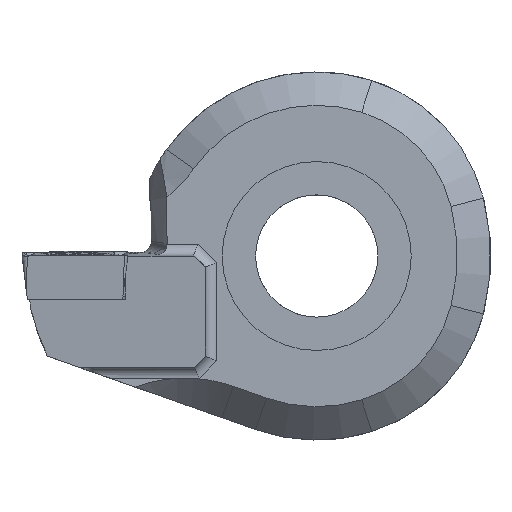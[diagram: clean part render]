
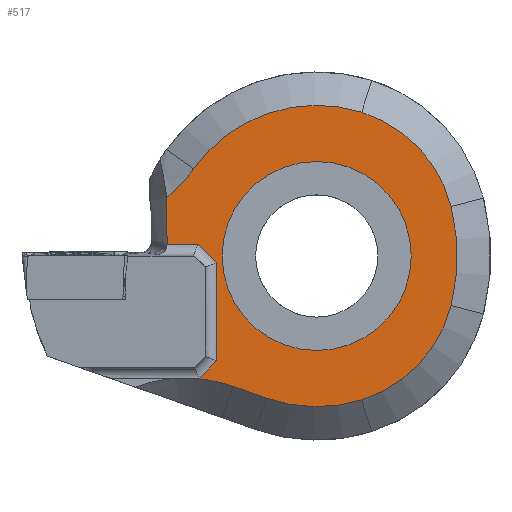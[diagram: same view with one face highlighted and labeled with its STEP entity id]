
A CAD part, left-side view. The second image highlights one B-rep face of the part: STEP entity #517.
In plain terms, the highlighted planar face has unit normal (-1, 0, 0).
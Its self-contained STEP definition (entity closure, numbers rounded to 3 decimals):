
#11 = AXIS2_PLACEMENT_3D ( 'NONE', #463, #2980, #1175 ) ;
#15 = DIRECTION ( 'NONE',  ( 0., 1., 0. ) ) ;
#31 = CARTESIAN_POINT ( 'NONE',  ( -7.05, 4.511, -12.777 ) ) ;
#83 = CARTESIAN_POINT ( 'NONE',  ( -7.05, 9., -16.55 ) ) ;
#121 = VERTEX_POINT ( 'NONE', #821 ) ;
#187 = CARTESIAN_POINT ( 'NONE',  ( -7.05, 13.48, 5.252 ) ) ;
#206 = EDGE_CURVE ( 'NONE', #4316, #2230, #1340, .T. ) ;
#209 = CARTESIAN_POINT ( 'NONE',  ( -7.05, -0.463, -1.479 ) ) ;
#252 = CARTESIAN_POINT ( 'NONE',  ( -7.05, 13.458, 1.098 ) ) ;
#274 = CARTESIAN_POINT ( 'NONE',  ( -7.05, 21.657, 15.358 ) ) ;
#280 = ORIENTED_EDGE ( 'NONE', *, *, #206, .T. ) ;
#301 = CIRCLE ( 'NONE', #1239, 8.5 ) ;
#311 = CARTESIAN_POINT ( 'NONE',  ( -7.05, 0., 0. ) ) ;
#368 = ORIENTED_EDGE ( 'NONE', *, *, #4427, .F. ) ;
#374 = VERTEX_POINT ( 'NONE', #4609 ) ;
#390 =( BOUNDED_CURVE ( )  B_SPLINE_CURVE ( 3, ( #3784, #4476, #4505, #187 ),
 .UNSPECIFIED., .F., .T. ) 
 B_SPLINE_CURVE_WITH_KNOTS ( ( 4, 4 ),
 ( 1.722, 1.726 ),
 .UNSPECIFIED. ) 
 CURVE ( )  GEOMETRIC_REPRESENTATION_ITEM ( )  RATIONAL_B_SPLINE_CURVE ( ( 1., 1., 1., 1. ) ) 
 REPRESENTATION_ITEM ( '' )  );
#416 = VECTOR ( 'NONE', #2529, 1000. ) ;
#420 = DIRECTION ( 'NONE',  ( 1., 0., 0. ) ) ;
#444 = DIRECTION ( 'NONE',  ( 0., 0., 1. ) ) ;
#463 = CARTESIAN_POINT ( 'NONE',  ( -7.05, 0., 0. ) ) ;
#517 = ADVANCED_FACE ( 'NONE', ( #1742, #1336 ), #2581, .F. ) ;
#673 = DIRECTION ( 'NONE',  ( 1., 0., 0. ) ) ;
#679 = VERTEX_POINT ( 'NONE', #2055 ) ;
#701 = CIRCLE ( 'NONE', #3251, 13. ) ;
#703 = VERTEX_POINT ( 'NONE', #3785 ) ;
#731 = ORIENTED_EDGE ( 'NONE', *, *, #2334, .T. ) ;
#810 = DIRECTION ( 'NONE',  ( -1., 0., 0. ) ) ;
#821 = CARTESIAN_POINT ( 'NONE',  ( -7.05, 7.501, -11.721 ) ) ;
#861 = EDGE_CURVE ( 'NONE', #374, #121, #701, .T. ) ;
#886 = VERTEX_POINT ( 'NONE', #2543 ) ;
#921 = LINE ( 'NONE', #3254, #1673 ) ;
#924 = DIRECTION ( 'NONE',  ( 0., 1., 0. ) ) ;
#935 = CARTESIAN_POINT ( 'NONE',  ( -7.05, 13.458, 1.087 ) ) ;
#962 = DIRECTION ( 'NONE',  ( -1., 0., 0. ) ) ;
#965 = CIRCLE ( 'NONE', #11, 13.55 ) ;
#1008 = EDGE_CURVE ( 'NONE', #2230, #1305, #3996, .T. ) ;
#1070 = VECTOR ( 'NONE', #924, 1000. ) ;
#1093 = CARTESIAN_POINT ( 'NONE',  ( -7.05, 0., 0. ) ) ;
#1164 = VERTEX_POINT ( 'NONE', #2349 ) ;
#1173 = DIRECTION ( 'NONE',  ( 0., -1., 0. ) ) ;
#1175 = DIRECTION ( 'NONE',  ( 0., -1., 0. ) ) ;
#1184 = CIRCLE ( 'NONE', #1209, 13.55 ) ;
#1209 = AXIS2_PLACEMENT_3D ( 'NONE', #311, #1427, #4592 ) ;
#1237 = ORIENTED_EDGE ( 'NONE', *, *, #1629, .T. ) ;
#1239 = AXIS2_PLACEMENT_3D ( 'NONE', #1093, #2897, #15 ) ;
#1305 = VERTEX_POINT ( 'NONE', #2494 ) ;
#1328 = ORIENTED_EDGE ( 'NONE', *, *, #3986, .T. ) ;
#1336 = FACE_OUTER_BOUND ( 'NONE', #4176, .T. ) ;
#1338 = AXIS2_PLACEMENT_3D ( 'NONE', #1671, #962, #3780 ) ;
#1340 = CIRCLE ( 'NONE', #3827, 12. ) ;
#1410 = DIRECTION ( 'NONE',  ( 0., -0.943, -0.333 ) ) ;
#1427 = DIRECTION ( 'NONE',  ( -1., 0., 0. ) ) ;
#1437 = CARTESIAN_POINT ( 'NONE',  ( -7.05, -12.086, -4.462 ) ) ;
#1471 = ORIENTED_EDGE ( 'NONE', *, *, #861, .T. ) ;
#1484 = DIRECTION ( 'NONE',  ( 0., -0.707, -0.707 ) ) ;
#1527 = ORIENTED_EDGE ( 'NONE', *, *, #3036, .T. ) ;
#1609 = VECTOR ( 'NONE', #1484, 1000. ) ;
#1629 = EDGE_CURVE ( 'NONE', #703, #886, #1944, .T. ) ;
#1642 = CARTESIAN_POINT ( 'NONE',  ( -7.05, 13.458, 1.075 ) ) ;
#1665 = CARTESIAN_POINT ( 'NONE',  ( -7.05, -4.049, -12.931 ) ) ;
#1671 = CARTESIAN_POINT ( 'NONE',  ( -7.05, -0.463, 1.479 ) ) ;
#1673 = VECTOR ( 'NONE', #2573, 1000. ) ;
#1692 = CARTESIAN_POINT ( 'NONE',  ( -7.05, 13.458, 1.11 ) ) ;
#1712 = VERTEX_POINT ( 'NONE', #3024 ) ;
#1739 = EDGE_LOOP ( 'NONE', ( #4472 ) ) ;
#1742 = FACE_BOUND ( 'NONE', #1739, .T. ) ;
#1826 = LINE ( 'NONE', #3934, #416 ) ;
#1837 = EDGE_CURVE ( 'NONE', #1712, #679, #3128, .T. ) ;
#1925 = CARTESIAN_POINT ( 'NONE',  ( -7.05, 8.5, 0. ) ) ;
#1944 = CIRCLE ( 'NONE', #2447, 13. ) ;
#1957 = CARTESIAN_POINT ( 'NONE',  ( -7.05, 13.458, 1.075 ) ) ;
#1976 = EDGE_CURVE ( 'NONE', #4233, #1164, #2536, .T. ) ;
#2011 = ORIENTED_EDGE ( 'NONE', *, *, #1837, .F. ) ;
#2014 = EDGE_CURVE ( 'NONE', #1164, #886, #390, .T. ) ;
#2034 = LINE ( 'NONE', #2713, #1070 ) ;
#2055 = CARTESIAN_POINT ( 'NONE',  ( -7.05, 9., -0.586 ) ) ;
#2213 = VERTEX_POINT ( 'NONE', #31 ) ;
#2228 = CARTESIAN_POINT ( 'NONE',  ( -7.05, 9., -16.55 ) ) ;
#2230 = VERTEX_POINT ( 'NONE', #1437 ) ;
#2306 = VERTEX_POINT ( 'NONE', #4373 ) ;
#2334 = EDGE_CURVE ( 'NONE', #2306, #679, #4225, .T. ) ;
#2349 = CARTESIAN_POINT ( 'NONE',  ( -7.05, 13.458, 1.11 ) ) ;
#2386 = ORIENTED_EDGE ( 'NONE', *, *, #4223, .T. ) ;
#2447 = AXIS2_PLACEMENT_3D ( 'NONE', #274, #3485, #4210 ) ;
#2494 = CARTESIAN_POINT ( 'NONE',  ( -7.05, -12.086, 4.462 ) ) ;
#2496 = LINE ( 'NONE', #4253, #4153 ) ;
#2500 = CIRCLE ( 'NONE', #1338, 12. ) ;
#2507 = AXIS2_PLACEMENT_3D ( 'NONE', #83, #420, #3985 ) ;
#2529 = DIRECTION ( 'NONE',  ( 0., 0.707, -0.707 ) ) ;
#2536 = B_SPLINE_CURVE_WITH_KNOTS ( 'NONE', 3,
 ( #1642, #935, #252, #1692 ),
 .UNSPECIFIED., .F., .F.,
 ( 4, 4 ),
 ( 0.001, 0.001 ),
 .UNSPECIFIED. ) ;
#2543 = CARTESIAN_POINT ( 'NONE',  ( -7.05, 13.48, 5.252 ) ) ;
#2573 = DIRECTION ( 'NONE',  ( 0., 1., 0. ) ) ;
#2578 = CARTESIAN_POINT ( 'NONE',  ( -7.05, 10.586, -11. ) ) ;
#2581 = PLANE ( 'NONE',  #2507 ) ;
#2612 = VERTEX_POINT ( 'NONE', #4239 ) ;
#2713 = CARTESIAN_POINT ( 'NONE',  ( -7.05, -15.65, 1.075 ) ) ;
#2717 = VERTEX_POINT ( 'NONE', #1925 ) ;
#2734 = DIRECTION ( 'NONE',  ( -1., 0., 0. ) ) ;
#2840 = CARTESIAN_POINT ( 'NONE',  ( -7.05, 11.83, -23.98 ) ) ;
#2897 = DIRECTION ( 'NONE',  ( 1., 0., 0. ) ) ;
#2980 = DIRECTION ( 'NONE',  ( -1., 0., 0. ) ) ;
#3009 = EDGE_CURVE ( 'NONE', #1712, #4069, #1826, .T. ) ;
#3024 = CARTESIAN_POINT ( 'NONE',  ( -7.05, 9., -9.414 ) ) ;
#3036 = EDGE_CURVE ( 'NONE', #4069, #374, #921, .T. ) ;
#3086 = DIRECTION ( 'NONE',  ( 0., -1., 0. ) ) ;
#3103 = ORIENTED_EDGE ( 'NONE', *, *, #2014, .F. ) ;
#3128 = LINE ( 'NONE', #2228, #3178 ) ;
#3178 = VECTOR ( 'NONE', #444, 1000. ) ;
#3195 = AXIS2_PLACEMENT_3D ( 'NONE', #3669, #810, #1173 ) ;
#3200 = ORIENTED_EDGE ( 'NONE', *, *, #1976, .F. ) ;
#3251 = AXIS2_PLACEMENT_3D ( 'NONE', #2840, #673, #3579 ) ;
#3254 = CARTESIAN_POINT ( 'NONE',  ( -7.05, -15.65, -11. ) ) ;
#3346 = ORIENTED_EDGE ( 'NONE', *, *, #3847, .T. ) ;
#3352 = EDGE_CURVE ( 'NONE', #1305, #2612, #2500, .T. ) ;
#3454 = ORIENTED_EDGE ( 'NONE', *, *, #3009, .T. ) ;
#3468 = EDGE_CURVE ( 'NONE', #2717, #2717, #301, .T. ) ;
#3485 = DIRECTION ( 'NONE',  ( 1., 0., 0. ) ) ;
#3579 = DIRECTION ( 'NONE',  ( 0., 1., 0. ) ) ;
#3669 = CARTESIAN_POINT ( 'NONE',  ( -7.05, 5.3, 0. ) ) ;
#3780 = DIRECTION ( 'NONE',  ( 0., -1., 0. ) ) ;
#3784 = CARTESIAN_POINT ( 'NONE',  ( -7.05, 13.458, 1.11 ) ) ;
#3785 = CARTESIAN_POINT ( 'NONE',  ( -7.05, 11.053, 7.838 ) ) ;
#3807 = ORIENTED_EDGE ( 'NONE', *, *, #3352, .T. ) ;
#3827 = AXIS2_PLACEMENT_3D ( 'NONE', #209, #2734, #3086 ) ;
#3847 = EDGE_CURVE ( 'NONE', #2612, #703, #1184, .T. ) ;
#3934 = CARTESIAN_POINT ( 'NONE',  ( -7.05, 12.568, -12.982 ) ) ;
#3985 = DIRECTION ( 'NONE',  ( 0., 1., 0. ) ) ;
#3986 = EDGE_CURVE ( 'NONE', #121, #2213, #2496, .T. ) ;
#3996 = CIRCLE ( 'NONE', #3195, 17.95 ) ;
#4069 = VERTEX_POINT ( 'NONE', #2578 ) ;
#4145 = ORIENTED_EDGE ( 'NONE', *, *, #1008, .T. ) ;
#4153 = VECTOR ( 'NONE', #1410, 1000. ) ;
#4176 = EDGE_LOOP ( 'NONE', ( #4145, #3807, #3346, #1237, #3103, #3200, #368, #731, #2011, #3454, #1527, #1471, #1328, #2386, #280 ) ) ;
#4210 = DIRECTION ( 'NONE',  ( 0., 1., 0. ) ) ;
#4223 = EDGE_CURVE ( 'NONE', #2213, #4316, #965, .T. ) ;
#4225 = LINE ( 'NONE', #4343, #1609 ) ;
#4233 = VERTEX_POINT ( 'NONE', #1957 ) ;
#4239 = CARTESIAN_POINT ( 'NONE',  ( -7.05, -4.049, 12.931 ) ) ;
#4253 = CARTESIAN_POINT ( 'NONE',  ( -7.05, 7.501, -11.721 ) ) ;
#4316 = VERTEX_POINT ( 'NONE', #1665 ) ;
#4343 = CARTESIAN_POINT ( 'NONE',  ( -7.05, 1.018, -8.568 ) ) ;
#4373 = CARTESIAN_POINT ( 'NONE',  ( -7.05, 10.661, 1.075 ) ) ;
#4427 = EDGE_CURVE ( 'NONE', #2306, #4233, #2034, .T. ) ;
#4472 = ORIENTED_EDGE ( 'NONE', *, *, #3468, .T. ) ;
#4476 = CARTESIAN_POINT ( 'NONE',  ( -7.05, 13.465, 2.491 ) ) ;
#4505 = CARTESIAN_POINT ( 'NONE',  ( -7.05, 13.473, 3.872 ) ) ;
#4592 = DIRECTION ( 'NONE',  ( 0., -1., 0. ) ) ;
#4609 = CARTESIAN_POINT ( 'NONE',  ( -7.05, 11.1, -11. ) ) ;
